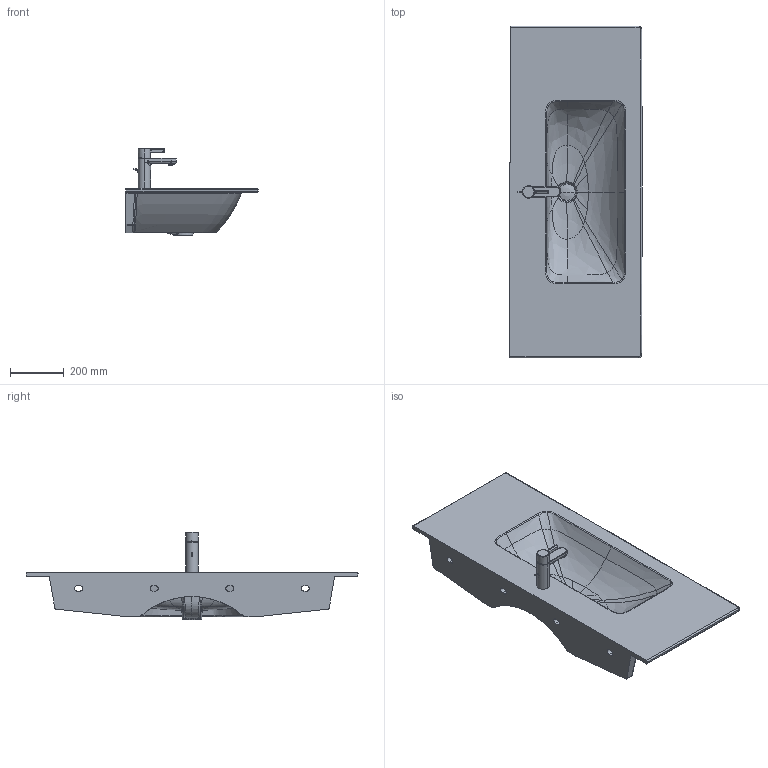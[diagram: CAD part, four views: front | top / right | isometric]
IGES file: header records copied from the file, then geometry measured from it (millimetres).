
Global section: file name: No Iges File Name specified; native system: Autodesk Inventor 2011; preprocessor: AutoDesk Inventor Iges Exporter R2011; author: Administrator; date: 20160608.120813; units: millimetre
Bounding box: 490 x 1230.24 x 325.68 mm (x, y, z)
Volume: 22704188.8 mm3; surface area: 1848763.7 mm2
Topology: 7 solids, 7 shells, 451 faces, 1136 edges, 702 vertices
Faces by surface type: bspline 207, plane 86, revolution 65, cylinder 61, torus 23, cone 5, sphere 4
